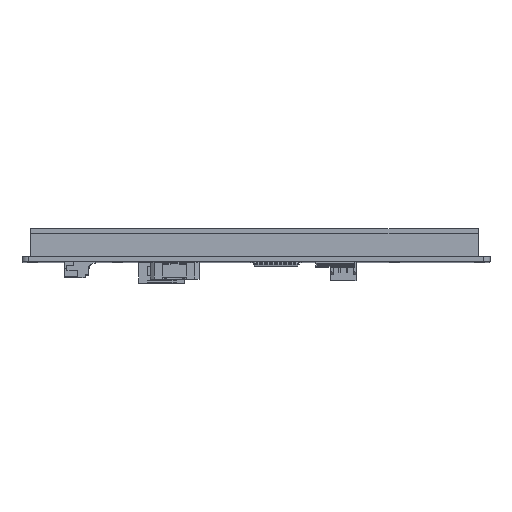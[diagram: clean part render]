
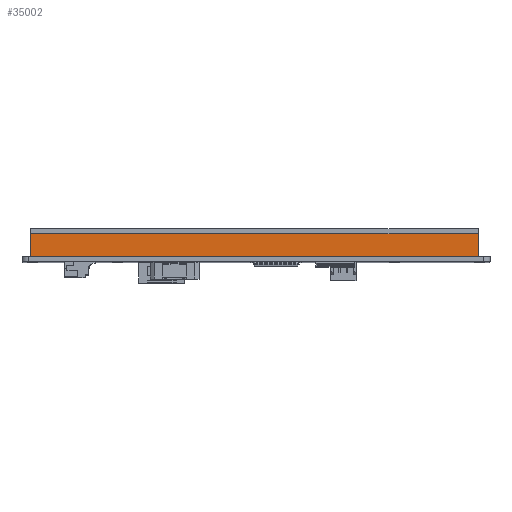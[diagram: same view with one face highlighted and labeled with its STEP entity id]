
A CAD part, top view. The second image highlights one B-rep face of the part: STEP entity #35002.
In plain terms, the highlighted planar face has unit normal (0, 0, 1).
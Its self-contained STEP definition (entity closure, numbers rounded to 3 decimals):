
#2899=FACE_OUTER_BOUND('',#4794,.T.);
#4794=EDGE_LOOP('',(#23605,#23606,#23607,#23608));
#6728=LINE('',#49723,#10979);
#6732=LINE('',#49731,#10983);
#6738=LINE('',#49742,#10989);
#6739=LINE('',#49744,#10990);
#10979=VECTOR('',#40120,10.);
#10983=VECTOR('',#40126,10.);
#10989=VECTOR('',#40136,10.);
#10990=VECTOR('',#40139,10.);
#15226=VERTEX_POINT('',#49721);
#15227=VERTEX_POINT('',#49722);
#15230=VERTEX_POINT('',#49730);
#15233=VERTEX_POINT('',#49740);
#18450=EDGE_CURVE('',#15226,#15227,#6728,.T.);
#18454=EDGE_CURVE('',#15230,#15227,#6732,.T.);
#18460=EDGE_CURVE('',#15226,#15233,#6738,.T.);
#18461=EDGE_CURVE('',#15230,#15233,#6739,.T.);
#23605=ORIENTED_EDGE('',*,*,#18460,.T.);
#23606=ORIENTED_EDGE('',*,*,#18461,.F.);
#23607=ORIENTED_EDGE('',*,*,#18454,.T.);
#23608=ORIENTED_EDGE('',*,*,#18450,.F.);
#33474=PLANE('',#37296);
#35002=ADVANCED_FACE('',(#2899),#33474,.T.);
#37296=AXIS2_PLACEMENT_3D('',#49743,#40137,#40138);
#40120=DIRECTION('',(-1.,0.,0.));
#40126=DIRECTION('',(0.,-1.,0.));
#40136=DIRECTION('',(0.,1.,0.));
#40137=DIRECTION('center_axis',(0.,0.,1.));
#40138=DIRECTION('ref_axis',(1.,0.,0.));
#40139=DIRECTION('',(1.,0.,0.));
#49721=CARTESIAN_POINT('',(0.,-3.6,0.));
#49722=CARTESIAN_POINT('',(-142.2,-3.6,0.));
#49723=CARTESIAN_POINT('',(0.,-3.6,0.));
#49730=CARTESIAN_POINT('',(-142.2,3.6,0.));
#49731=CARTESIAN_POINT('',(-142.2,0.,0.));
#49740=CARTESIAN_POINT('',(0.,3.6,0.));
#49742=CARTESIAN_POINT('',(0.,0.,0.));
#49743=CARTESIAN_POINT('Origin',(-142.2,0.,0.));
#49744=CARTESIAN_POINT('',(0.,3.6,0.));
